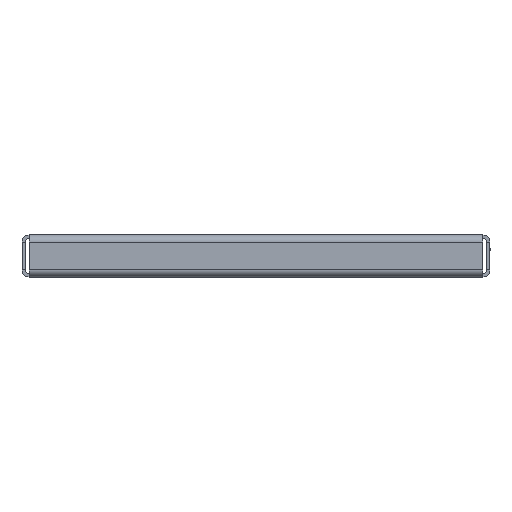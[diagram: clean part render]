
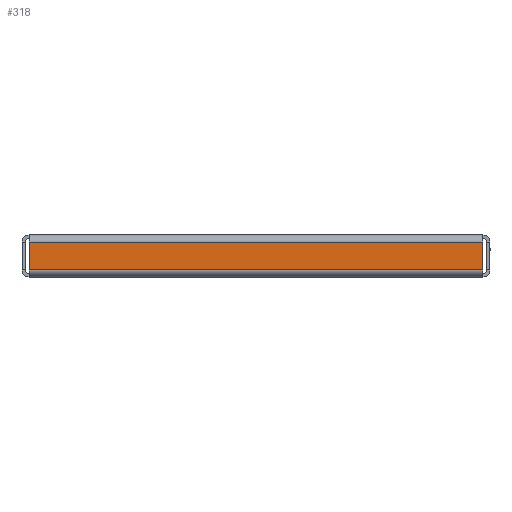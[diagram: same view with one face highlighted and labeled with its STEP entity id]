
A CAD part, front view. The second image highlights one B-rep face of the part: STEP entity #318.
In plain terms, the highlighted planar face has unit normal (0, -1, 0).
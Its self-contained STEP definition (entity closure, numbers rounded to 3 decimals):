
#244 = CARTESIAN_POINT ( 'NONE',  ( 145.4, -4.6, -22.4 ) ) ;
#318 = ADVANCED_FACE ( 'NONE', ( #1928 ), #4746, .F. ) ;
#444 = EDGE_CURVE ( 'NONE', #3134, #4184, #2576, .T. ) ;
#1470 = DIRECTION ( 'NONE',  ( 0., 1., 0. ) ) ;
#1604 = DIRECTION ( 'NONE',  ( 0., 0., 1. ) ) ;
#1662 = AXIS2_PLACEMENT_3D ( 'NONE', #5789, #1470, #1604 ) ;
#1666 = VECTOR ( 'NONE', #5002, 1000. ) ;
#1709 = DIRECTION ( 'NONE',  ( 1., 0., 0. ) ) ;
#1902 = EDGE_CURVE ( 'NONE', #4184, #5427, #5177, .T. ) ;
#1928 = FACE_OUTER_BOUND ( 'NONE', #2889, .T. ) ;
#2189 = LINE ( 'NONE', #4459, #1666 ) ;
#2205 = DIRECTION ( 'NONE',  ( 0., 0., -1. ) ) ;
#2239 = VECTOR ( 'NONE', #2205, 1000. ) ;
#2359 = LINE ( 'NONE', #3310, #3846 ) ;
#2576 = LINE ( 'NONE', #4941, #2239 ) ;
#2707 = CARTESIAN_POINT ( 'NONE',  ( 145.4, -4.6, -4.6 ) ) ;
#2836 = VECTOR ( 'NONE', #4330, 1000. ) ;
#2889 = EDGE_LOOP ( 'NONE', ( #4825, #3661, #4327, #3684 ) ) ;
#3134 = VERTEX_POINT ( 'NONE', #5032 ) ;
#3310 = CARTESIAN_POINT ( 'NONE',  ( 145.4, -4.6, -4.6 ) ) ;
#3535 = EDGE_CURVE ( 'NONE', #5427, #4381, #2189, .T. ) ;
#3661 = ORIENTED_EDGE ( 'NONE', *, *, #3535, .T. ) ;
#3684 = ORIENTED_EDGE ( 'NONE', *, *, #444, .T. ) ;
#3846 = VECTOR ( 'NONE', #1709, 1000. ) ;
#4184 = VERTEX_POINT ( 'NONE', #5756 ) ;
#4327 = ORIENTED_EDGE ( 'NONE', *, *, #5684, .F. ) ;
#4330 = DIRECTION ( 'NONE',  ( 1., 0., 0. ) ) ;
#4381 = VERTEX_POINT ( 'NONE', #2707 ) ;
#4459 = CARTESIAN_POINT ( 'NONE',  ( 145.4, -4.6, 0. ) ) ;
#4746 = PLANE ( 'NONE',  #1662 ) ;
#4819 = CARTESIAN_POINT ( 'NONE',  ( -145.4, -4.6, -22.4 ) ) ;
#4825 = ORIENTED_EDGE ( 'NONE', *, *, #1902, .T. ) ;
#4941 = CARTESIAN_POINT ( 'NONE',  ( -145.4, -4.6, 0. ) ) ;
#5002 = DIRECTION ( 'NONE',  ( 0., 0., 1. ) ) ;
#5032 = CARTESIAN_POINT ( 'NONE',  ( -145.4, -4.6, -4.6 ) ) ;
#5177 = LINE ( 'NONE', #4819, #2836 ) ;
#5427 = VERTEX_POINT ( 'NONE', #244 ) ;
#5684 = EDGE_CURVE ( 'NONE', #3134, #4381, #2359, .T. ) ;
#5756 = CARTESIAN_POINT ( 'NONE',  ( -145.4, -4.6, -22.4 ) ) ;
#5789 = CARTESIAN_POINT ( 'NONE',  ( 0., -4.6, 0. ) ) ;
